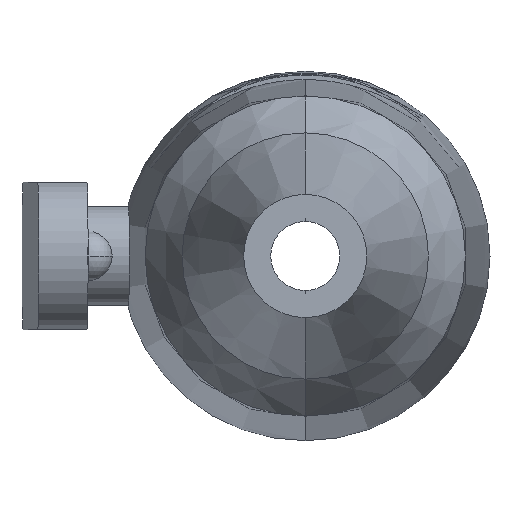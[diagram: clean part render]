
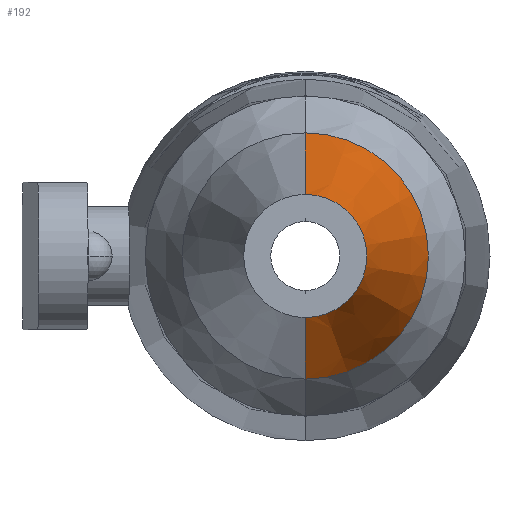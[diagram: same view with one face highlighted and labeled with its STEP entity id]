
A CAD part, front view. The second image highlights one B-rep face of the part: STEP entity #192.
In plain terms, the highlighted conical face has half-angle 15 degrees and reference radius 2.5 mm.
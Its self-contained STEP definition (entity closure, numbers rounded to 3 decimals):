
#11 = DIRECTION ( 'NONE',  ( 0., 0., -1. ) ) ;
#95 = ORIENTED_EDGE ( 'NONE', *, *, #878, .T. ) ;
#117 = AXIS2_PLACEMENT_3D ( 'NONE', #1150, #177, #11 ) ;
#170 = CARTESIAN_POINT ( 'NONE',  ( 0., 0., 0. ) ) ;
#177 = DIRECTION ( 'NONE',  ( 0., -1., 0. ) ) ;
#192 = ADVANCED_FACE ( 'NONE', ( #1572 ), #469, .T. ) ;
#224 = CIRCLE ( 'NONE', #117, 2.5 ) ;
#337 = CARTESIAN_POINT ( 'NONE',  ( 0., 9.33, 0. ) ) ;
#347 = CARTESIAN_POINT ( 'NONE',  ( 0., 0., -2.5 ) ) ;
#469 = CONICAL_SURFACE ( 'NONE', #1326, 2.5, 0.262 ) ;
#476 = CARTESIAN_POINT ( 'NONE',  ( 0., 9.33, 5. ) ) ;
#651 = CARTESIAN_POINT ( 'NONE',  ( 0., 0., -2.5 ) ) ;
#660 = CARTESIAN_POINT ( 'NONE',  ( 0., 0., 2.5 ) ) ;
#663 = ORIENTED_EDGE ( 'NONE', *, *, #1586, .F. ) ;
#698 = VERTEX_POINT ( 'NONE', #651 ) ;
#727 = DIRECTION ( 'NONE',  ( 0., 0., -1. ) ) ;
#728 = EDGE_CURVE ( 'NONE', #1397, #847, #1434, .T. ) ;
#745 = VECTOR ( 'NONE', #1469, 1000. ) ;
#762 = CARTESIAN_POINT ( 'NONE',  ( 0., 9.33, -5. ) ) ;
#780 = AXIS2_PLACEMENT_3D ( 'NONE', #337, #1588, #727 ) ;
#847 = VERTEX_POINT ( 'NONE', #476 ) ;
#878 = EDGE_CURVE ( 'NONE', #698, #1397, #1363, .T. ) ;
#930 = EDGE_LOOP ( 'NONE', ( #1235, #95, #1359, #663 ) ) ;
#942 = DIRECTION ( 'NONE',  ( 0., 0., 1. ) ) ;
#1067 = DIRECTION ( 'NONE',  ( 0., 1., 0. ) ) ;
#1150 = CARTESIAN_POINT ( 'NONE',  ( 0., 0., 0. ) ) ;
#1158 = LINE ( 'NONE', #660, #1364 ) ;
#1235 = ORIENTED_EDGE ( 'NONE', *, *, #1557, .F. ) ;
#1269 = VERTEX_POINT ( 'NONE', #1515 ) ;
#1326 = AXIS2_PLACEMENT_3D ( 'NONE', #170, #1067, #942 ) ;
#1359 = ORIENTED_EDGE ( 'NONE', *, *, #728, .T. ) ;
#1363 = LINE ( 'NONE', #347, #745 ) ;
#1364 = VECTOR ( 'NONE', #1539, 1000. ) ;
#1397 = VERTEX_POINT ( 'NONE', #762 ) ;
#1434 = CIRCLE ( 'NONE', #780, 5. ) ;
#1469 = DIRECTION ( 'NONE',  ( 0., 0.966, -0.259 ) ) ;
#1515 = CARTESIAN_POINT ( 'NONE',  ( 0., 0., 2.5 ) ) ;
#1539 = DIRECTION ( 'NONE',  ( 0., 0.966, 0.259 ) ) ;
#1557 = EDGE_CURVE ( 'NONE', #698, #1269, #224, .T. ) ;
#1572 = FACE_OUTER_BOUND ( 'NONE', #930, .T. ) ;
#1586 = EDGE_CURVE ( 'NONE', #1269, #847, #1158, .T. ) ;
#1588 = DIRECTION ( 'NONE',  ( 0., -1., 0. ) ) ;
